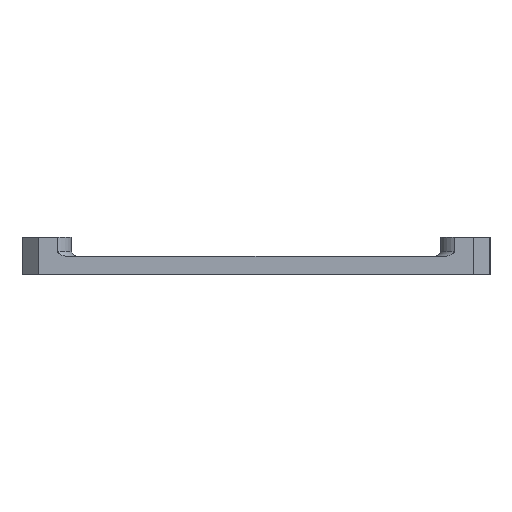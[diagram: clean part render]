
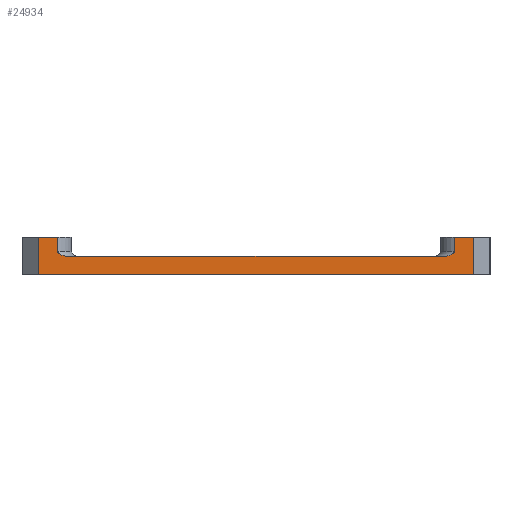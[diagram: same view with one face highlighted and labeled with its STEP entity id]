
A CAD part, left-side view. The second image highlights one B-rep face of the part: STEP entity #24934.
In plain terms, the highlighted planar face has unit normal (-1, 0, 0).
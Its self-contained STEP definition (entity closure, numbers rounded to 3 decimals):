
#748=B_SPLINE_CURVE_WITH_KNOTS('',3,(#37097,#37098,#37099,#37100,#37101,
#37102,#37103,#37104,#37105,#37106,#37107,#37108),.UNSPECIFIED.,.F.,.F.,
(4,2,2,2,2,4),(0.385,0.399,0.415,0.461,
0.524,0.59),.UNSPECIFIED.);
#749=B_SPLINE_CURVE_WITH_KNOTS('',3,(#37117,#37118,#37119,#37120,#37121,
#37122,#37123,#37124,#37125,#37126,#37127,#37128),.UNSPECIFIED.,.F.,.F.,
(4,2,2,2,2,4),(0.18,0.247,0.31,0.356,
0.371,0.385),.UNSPECIFIED.);
#2068=FACE_OUTER_BOUND('',#3443,.T.);
#3443=EDGE_LOOP('',(#21787,#21788,#21789,#21790,#21791,#21792,#21793,#21794,
#21795,#21796));
#4071=LINE('',#35214,#7222);
#4950=LINE('',#37114,#8101);
#4951=LINE('',#37145,#8102);
#4955=LINE('',#37155,#8106);
#4976=LINE('',#37246,#8127);
#6752=LINE('',#40831,#9903);
#6753=LINE('',#40834,#9904);
#6754=LINE('',#40835,#9905);
#7222=VECTOR('',#26809,10.);
#8101=VECTOR('',#27770,10.);
#8102=VECTOR('',#27777,10.);
#8106=VECTOR('',#27787,10.);
#8127=VECTOR('',#27898,10.);
#9903=VECTOR('',#31496,10.);
#9904=VECTOR('',#31499,10.);
#9905=VECTOR('',#31500,10.);
#10398=VERTEX_POINT('',#35211);
#10399=VERTEX_POINT('',#35213);
#11305=VERTEX_POINT('',#37095);
#11307=VERTEX_POINT('',#37112);
#11308=VERTEX_POINT('',#37116);
#11310=VERTEX_POINT('',#37144);
#11313=VERTEX_POINT('',#37153);
#11338=VERTEX_POINT('',#37245);
#12236=VERTEX_POINT('',#40829);
#12237=VERTEX_POINT('',#40833);
#12966=EDGE_CURVE('',#10399,#10398,#4071,.T.);
#13878=EDGE_CURVE('',#11305,#10398,#748,.T.);
#13881=EDGE_CURVE('',#11305,#11307,#4950,.T.);
#13882=EDGE_CURVE('',#10399,#11308,#749,.T.);
#13885=EDGE_CURVE('',#11308,#11310,#4951,.T.);
#13890=EDGE_CURVE('',#11313,#11307,#4955,.T.);
#13935=EDGE_CURVE('',#11310,#11338,#4976,.T.);
#15728=EDGE_CURVE('',#12236,#11313,#6752,.T.);
#15729=EDGE_CURVE('',#12237,#12236,#6753,.T.);
#15730=EDGE_CURVE('',#12237,#11338,#6754,.T.);
#21787=ORIENTED_EDGE('',*,*,#12966,.T.);
#21788=ORIENTED_EDGE('',*,*,#13878,.F.);
#21789=ORIENTED_EDGE('',*,*,#13881,.T.);
#21790=ORIENTED_EDGE('',*,*,#13890,.F.);
#21791=ORIENTED_EDGE('',*,*,#15728,.F.);
#21792=ORIENTED_EDGE('',*,*,#15729,.F.);
#21793=ORIENTED_EDGE('',*,*,#15730,.T.);
#21794=ORIENTED_EDGE('',*,*,#13935,.F.);
#21795=ORIENTED_EDGE('',*,*,#13885,.F.);
#21796=ORIENTED_EDGE('',*,*,#13882,.F.);
#23742=PLANE('',#26085);
#24934=ADVANCED_FACE('',(#2068),#23742,.T.);
#26085=AXIS2_PLACEMENT_3D('',#40832,#31497,#31498);
#26809=DIRECTION('',(0.,1.,0.));
#27770=DIRECTION('',(0.,0.,1.));
#27777=DIRECTION('',(0.,0.,1.));
#27787=DIRECTION('',(0.,-1.,0.));
#27898=DIRECTION('',(0.,-1.,0.));
#31496=DIRECTION('',(0.,0.,1.));
#31497=DIRECTION('center_axis',(-1.,0.,0.));
#31498=DIRECTION('ref_axis',(0.,1.,0.));
#31499=DIRECTION('',(0.,1.,0.));
#31500=DIRECTION('',(0.,0.,1.));
#35211=CARTESIAN_POINT('',(0.,90.616,-5.123));
#35213=CARTESIAN_POINT('',(0.,9.384,-5.123));
#35214=CARTESIAN_POINT('',(0.,3.5,-5.123));
#37095=CARTESIAN_POINT('',(0.,92.369,-4.123));
#37097=CARTESIAN_POINT('Ctrl Pts',(0.,92.369,-4.123));
#37098=CARTESIAN_POINT('Ctrl Pts',(0.,92.369,-4.169));
#37099=CARTESIAN_POINT('Ctrl Pts',(0.,92.36,-4.223));
#37100=CARTESIAN_POINT('Ctrl Pts',(0.,92.331,-4.317));
#37101=CARTESIAN_POINT('Ctrl Pts',(0.,92.303,-4.374));
#37102=CARTESIAN_POINT('Ctrl Pts',(0.,92.191,-4.547));
#37103=CARTESIAN_POINT('Ctrl Pts',(0.,92.051,-4.666));
#37104=CARTESIAN_POINT('Ctrl Pts',(0.,91.747,-4.864));
#37105=CARTESIAN_POINT('Ctrl Pts',(0.,91.516,-4.963));
#37106=CARTESIAN_POINT('Ctrl Pts',(0.,91.102,-5.083));
#37107=CARTESIAN_POINT('Ctrl Pts',(0.,90.838,-5.123));
#37108=CARTESIAN_POINT('Ctrl Pts',(0.,90.616,-5.123));
#37112=CARTESIAN_POINT('',(0.,92.369,-1.123));
#37114=CARTESIAN_POINT('',(0.,92.369,-5.123));
#37116=CARTESIAN_POINT('',(0.,7.631,-4.123));
#37117=CARTESIAN_POINT('Ctrl Pts',(0.,9.384,-5.123));
#37118=CARTESIAN_POINT('Ctrl Pts',(0.,9.162,
-5.123));
#37119=CARTESIAN_POINT('Ctrl Pts',(0.,8.898,-5.083));
#37120=CARTESIAN_POINT('Ctrl Pts',(0.,8.484,-4.963));
#37121=CARTESIAN_POINT('Ctrl Pts',(0.,8.253,-4.864));
#37122=CARTESIAN_POINT('Ctrl Pts',(0.,7.949,-4.666));
#37123=CARTESIAN_POINT('Ctrl Pts',(0.,7.809,-4.547));
#37124=CARTESIAN_POINT('Ctrl Pts',(0.,7.697,-4.374));
#37125=CARTESIAN_POINT('Ctrl Pts',(0.,7.669,-4.317));
#37126=CARTESIAN_POINT('Ctrl Pts',(0.,7.64,-4.223));
#37127=CARTESIAN_POINT('Ctrl Pts',(0.,7.631,-4.169));
#37128=CARTESIAN_POINT('Ctrl Pts',(0.,7.631,-4.123));
#37144=CARTESIAN_POINT('',(0.,7.631,-1.123));
#37145=CARTESIAN_POINT('',(0.,7.631,-5.123));
#37153=CARTESIAN_POINT('',(0.,96.5,-1.123));
#37155=CARTESIAN_POINT('',(0.,3.5,-1.123));
#37245=CARTESIAN_POINT('',(0.,3.5,-1.123));
#37246=CARTESIAN_POINT('',(0.,3.5,-1.123));
#40829=CARTESIAN_POINT('',(0.,96.5,-9.123));
#40831=CARTESIAN_POINT('',(0.,96.5,-5.123));
#40832=CARTESIAN_POINT('Origin',(0.,3.5,-5.123));
#40833=CARTESIAN_POINT('',(0.,3.5,-9.123));
#40834=CARTESIAN_POINT('',(0.,3.5,-9.123));
#40835=CARTESIAN_POINT('',(0.,3.5,-5.123));
